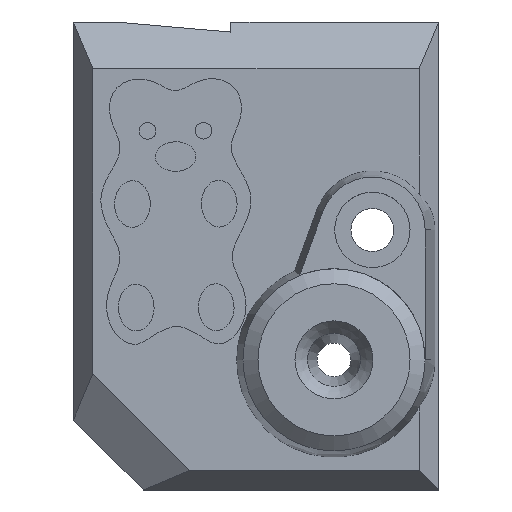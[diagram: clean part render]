
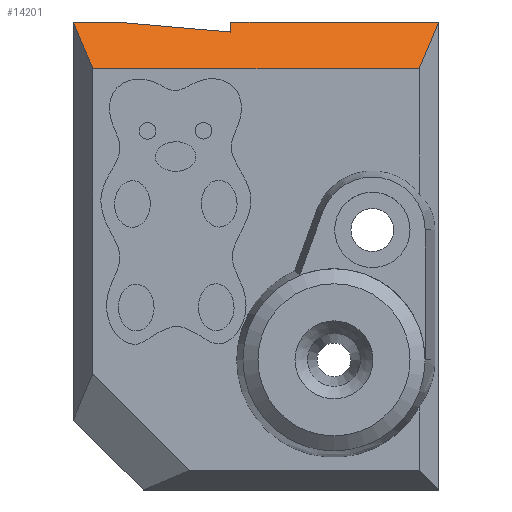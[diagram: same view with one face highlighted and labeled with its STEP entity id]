
A CAD part, top view. The second image highlights one B-rep face of the part: STEP entity #14201.
In plain terms, the highlighted planar face has unit normal (0, 0.521, 0.853).
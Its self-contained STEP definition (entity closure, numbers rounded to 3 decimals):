
#2380 = PLANE('',#2381);
#2381 = AXIS2_PLACEMENT_3D('',#2382,#2383,#2384);
#2382 = CARTESIAN_POINT('',(174.275,-4.,27.));
#2383 = DIRECTION('',(0.,0.,1.));
#2384 = DIRECTION('',(1.,0.,0.));
#11721 = PLANE('',#11722);
#11722 = AXIS2_PLACEMENT_3D('',#11723,#11724,#11725);
#11723 = CARTESIAN_POINT('',(187.575,5.,25.9));
#11724 = DIRECTION('',(0.826,0.,0.563)
  );
#11725 = DIRECTION('',(0.563,0.,
    -0.826));
#11856 = VERTEX_POINT('',#11857);
#11857 = CARTESIAN_POINT('',(186.825,10.4,27.));
#11878 = EDGE_CURVE('',#11879,#11856,#11881,.T.);
#11879 = VERTEX_POINT('',#11880);
#11880 = CARTESIAN_POINT('',(161.725,10.4,27.));
#11881 = SURFACE_CURVE('',#11882,(#11886,#11893),.PCURVE_S1.);
#11882 = LINE('',#11883,#11884);
#11883 = CARTESIAN_POINT('',(167.25,10.4,27.));
#11884 = VECTOR('',#11885,1.);
#11885 = DIRECTION('',(1.,0.,0.));
#11886 = PCURVE('',#2380,#11887);
#11887 = DEFINITIONAL_REPRESENTATION('',(#11888),#11892);
#11888 = LINE('',#11889,#11890);
#11889 = CARTESIAN_POINT('',(-7.025,14.4));
#11890 = VECTOR('',#11891,1.);
#11891 = DIRECTION('',(1.,0.));
#11892 = ( GEOMETRIC_REPRESENTATION_CONTEXT(2) 
PARAMETRIC_REPRESENTATION_CONTEXT() REPRESENTATION_CONTEXT('2D SPACE',''
  ) );
#11893 = PCURVE('',#11894,#11899);
#11894 = PLANE('',#11895);
#11895 = AXIS2_PLACEMENT_3D('',#11896,#11897,#11898);
#11896 = CARTESIAN_POINT('',(167.25,12.2,25.9));
#11897 = DIRECTION('',(0.,0.521,0.853
    ));
#11898 = DIRECTION('',(1.,0.,0.));
#11899 = DEFINITIONAL_REPRESENTATION('',(#11900),#11904);
#11900 = LINE('',#11901,#11902);
#11901 = CARTESIAN_POINT('',(0.,-2.11));
#11902 = VECTOR('',#11903,1.);
#11903 = DIRECTION('',(1.,0.));
#11904 = ( GEOMETRIC_REPRESENTATION_CONTEXT(2) 
PARAMETRIC_REPRESENTATION_CONTEXT() REPRESENTATION_CONTEXT('2D SPACE',''
  ) );
#11920 = PLANE('',#11921);
#11921 = AXIS2_PLACEMENT_3D('',#11922,#11923,#11924);
#11922 = CARTESIAN_POINT('',(160.975,-10.313,25.9));
#11923 = DIRECTION('',(-0.826,0.,0.563
    ));
#11924 = DIRECTION('',(0.563,0.,0.826)
  );
#13004 = PLANE('',#13005);
#13005 = AXIS2_PLACEMENT_3D('',#13006,#13007,#13008);
#13006 = CARTESIAN_POINT('',(163.473,14.,23.));
#13007 = DIRECTION('',(-0.087,-0.996,
    0.));
#13008 = DIRECTION('',(0.996,-0.087,
    0.));
#13032 = PLANE('',#13033);
#13033 = AXIS2_PLACEMENT_3D('',#13034,#13035,#13036);
#13034 = CARTESIAN_POINT('',(172.279,13.23,
    23.));
#13035 = DIRECTION('',(0.996,-0.087,
    0.));
#13036 = DIRECTION('',(0.087,0.996,
    0.));
#13060 = PLANE('',#13061);
#13061 = AXIS2_PLACEMENT_3D('',#13062,#13063,#13064);
#13062 = CARTESIAN_POINT('',(160.225,14.,27.));
#13063 = DIRECTION('',(0.,1.,0.));
#13064 = DIRECTION('',(1.,0.,0.));
#13200 = PLANE('',#13201);
#13201 = AXIS2_PLACEMENT_3D('',#13202,#13203,#13204);
#13202 = CARTESIAN_POINT('',(160.225,14.,27.));
#13203 = DIRECTION('',(0.,1.,0.));
#13204 = DIRECTION('',(1.,0.,0.));
#13599 = VERTEX_POINT('',#13600);
#13600 = CARTESIAN_POINT('',(163.473,14.,24.8));
#13621 = EDGE_CURVE('',#13622,#13599,#13624,.T.);
#13622 = VERTEX_POINT('',#13623);
#13623 = CARTESIAN_POINT('',(172.279,13.23,
    25.271));
#13624 = SURFACE_CURVE('',#13625,(#13629,#13636),.PCURVE_S1.);
#13625 = LINE('',#13626,#13627);
#13626 = CARTESIAN_POINT('',(165.401,13.831,
    24.903));
#13627 = VECTOR('',#13628,1.);
#13628 = DIRECTION('',(-0.995,0.087,
    -0.053));
#13629 = PCURVE('',#13004,#13630);
#13630 = DEFINITIONAL_REPRESENTATION('',(#13631),#13635);
#13631 = LINE('',#13632,#13633);
#13632 = CARTESIAN_POINT('',(1.935,1.903));
#13633 = VECTOR('',#13634,1.);
#13634 = DIRECTION('',(-0.999,-0.053));
#13635 = ( GEOMETRIC_REPRESENTATION_CONTEXT(2) 
PARAMETRIC_REPRESENTATION_CONTEXT() REPRESENTATION_CONTEXT('2D SPACE',''
  ) );
#13636 = PCURVE('',#11894,#13637);
#13637 = DEFINITIONAL_REPRESENTATION('',(#13638),#13642);
#13638 = LINE('',#13639,#13640);
#13639 = CARTESIAN_POINT('',(-1.849,1.912));
#13640 = VECTOR('',#13641,1.);
#13641 = DIRECTION('',(-0.995,0.102));
#13642 = ( GEOMETRIC_REPRESENTATION_CONTEXT(2) 
PARAMETRIC_REPRESENTATION_CONTEXT() REPRESENTATION_CONTEXT('2D SPACE',''
  ) );
#14058 = EDGE_CURVE('',#14059,#13622,#14061,.T.);
#14059 = VERTEX_POINT('',#14060);
#14060 = CARTESIAN_POINT('',(172.347,14.,24.8));
#14061 = SURFACE_CURVE('',#14062,(#14066,#14073),.PCURVE_S1.);
#14062 = LINE('',#14063,#14064);
#14063 = CARTESIAN_POINT('',(172.265,13.061,
    25.374));
#14064 = VECTOR('',#14065,1.);
#14065 = DIRECTION('',(-0.074,-0.851,0.52)
  );
#14066 = PCURVE('',#13032,#14067);
#14067 = DEFINITIONAL_REPRESENTATION('',(#14068),#14072);
#14068 = LINE('',#14069,#14070);
#14069 = CARTESIAN_POINT('',(-0.169,2.374));
#14070 = VECTOR('',#14071,1.);
#14071 = DIRECTION('',(-0.854,0.52));
#14072 = ( GEOMETRIC_REPRESENTATION_CONTEXT(2) 
PARAMETRIC_REPRESENTATION_CONTEXT() REPRESENTATION_CONTEXT('2D SPACE',''
  ) );
#14073 = PCURVE('',#11894,#14074);
#14074 = DEFINITIONAL_REPRESENTATION('',(#14075),#14079);
#14075 = LINE('',#14076,#14077);
#14076 = CARTESIAN_POINT('',(5.015,1.009));
#14077 = VECTOR('',#14078,1.);
#14078 = DIRECTION('',(-0.074,-0.997));
#14079 = ( GEOMETRIC_REPRESENTATION_CONTEXT(2) 
PARAMETRIC_REPRESENTATION_CONTEXT() REPRESENTATION_CONTEXT('2D SPACE',''
  ) );
#14110 = VERTEX_POINT('',#14111);
#14111 = CARTESIAN_POINT('',(160.225,14.,24.8));
#14132 = EDGE_CURVE('',#13599,#14110,#14133,.T.);
#14133 = SURFACE_CURVE('',#14134,(#14138,#14145),.PCURVE_S1.);
#14134 = LINE('',#14135,#14136);
#14135 = CARTESIAN_POINT('',(167.25,14.,24.8));
#14136 = VECTOR('',#14137,1.);
#14137 = DIRECTION('',(-1.,0.,0.));
#14138 = PCURVE('',#13200,#14139);
#14139 = DEFINITIONAL_REPRESENTATION('',(#14140),#14144);
#14140 = LINE('',#14141,#14142);
#14141 = CARTESIAN_POINT('',(7.025,2.2));
#14142 = VECTOR('',#14143,1.);
#14143 = DIRECTION('',(-1.,0.));
#14144 = ( GEOMETRIC_REPRESENTATION_CONTEXT(2) 
PARAMETRIC_REPRESENTATION_CONTEXT() REPRESENTATION_CONTEXT('2D SPACE',''
  ) );
#14145 = PCURVE('',#11894,#14146);
#14146 = DEFINITIONAL_REPRESENTATION('',(#14147),#14151);
#14147 = LINE('',#14148,#14149);
#14148 = CARTESIAN_POINT('',(0.,2.11));
#14149 = VECTOR('',#14150,1.);
#14150 = DIRECTION('',(-1.,0.));
#14151 = ( GEOMETRIC_REPRESENTATION_CONTEXT(2) 
PARAMETRIC_REPRESENTATION_CONTEXT() REPRESENTATION_CONTEXT('2D SPACE',''
  ) );
#14157 = EDGE_CURVE('',#14158,#14059,#14160,.T.);
#14158 = VERTEX_POINT('',#14159);
#14159 = CARTESIAN_POINT('',(188.325,14.,24.8));
#14160 = SURFACE_CURVE('',#14161,(#14165,#14172),.PCURVE_S1.);
#14161 = LINE('',#14162,#14163);
#14162 = CARTESIAN_POINT('',(167.25,14.,24.8));
#14163 = VECTOR('',#14164,1.);
#14164 = DIRECTION('',(-1.,0.,0.));
#14165 = PCURVE('',#13060,#14166);
#14166 = DEFINITIONAL_REPRESENTATION('',(#14167),#14171);
#14167 = LINE('',#14168,#14169);
#14168 = CARTESIAN_POINT('',(7.025,2.2));
#14169 = VECTOR('',#14170,1.);
#14170 = DIRECTION('',(-1.,0.));
#14171 = ( GEOMETRIC_REPRESENTATION_CONTEXT(2) 
PARAMETRIC_REPRESENTATION_CONTEXT() REPRESENTATION_CONTEXT('2D SPACE',''
  ) );
#14172 = PCURVE('',#11894,#14173);
#14173 = DEFINITIONAL_REPRESENTATION('',(#14174),#14178);
#14174 = LINE('',#14175,#14176);
#14175 = CARTESIAN_POINT('',(0.,2.11));
#14176 = VECTOR('',#14177,1.);
#14177 = DIRECTION('',(-1.,0.));
#14178 = ( GEOMETRIC_REPRESENTATION_CONTEXT(2) 
PARAMETRIC_REPRESENTATION_CONTEXT() REPRESENTATION_CONTEXT('2D SPACE',''
  ) );
#14201 = ADVANCED_FACE('',(#14202),#11894,.T.);
#14202 = FACE_BOUND('',#14203,.T.);
#14203 = EDGE_LOOP('',(#14204,#14205,#14206,#14207,#14228,#14229,#14250)
  );
#14204 = ORIENTED_EDGE('',*,*,#14058,.T.);
#14205 = ORIENTED_EDGE('',*,*,#13621,.T.);
#14206 = ORIENTED_EDGE('',*,*,#14132,.T.);
#14207 = ORIENTED_EDGE('',*,*,#14208,.T.);
#14208 = EDGE_CURVE('',#14110,#11879,#14209,.T.);
#14209 = SURFACE_CURVE('',#14210,(#14214,#14221),.PCURVE_S1.);
#14210 = LINE('',#14211,#14212);
#14211 = CARTESIAN_POINT('',(164.359,4.079,
    30.863));
#14212 = VECTOR('',#14213,1.);
#14213 = DIRECTION('',(0.335,-0.804,0.491));
#14214 = PCURVE('',#11894,#14215);
#14215 = DEFINITIONAL_REPRESENTATION('',(#14216),#14220);
#14216 = LINE('',#14217,#14218);
#14217 = CARTESIAN_POINT('',(-2.891,-9.517));
#14218 = VECTOR('',#14219,1.);
#14219 = DIRECTION('',(0.335,-0.942));
#14220 = ( GEOMETRIC_REPRESENTATION_CONTEXT(2) 
PARAMETRIC_REPRESENTATION_CONTEXT() REPRESENTATION_CONTEXT('2D SPACE',''
  ) );
#14221 = PCURVE('',#11920,#14222);
#14222 = DEFINITIONAL_REPRESENTATION('',(#14223),#14227);
#14223 = LINE('',#14224,#14225);
#14224 = CARTESIAN_POINT('',(6.007,14.392));
#14225 = VECTOR('',#14226,1.);
#14226 = DIRECTION('',(0.595,-0.804));
#14227 = ( GEOMETRIC_REPRESENTATION_CONTEXT(2) 
PARAMETRIC_REPRESENTATION_CONTEXT() REPRESENTATION_CONTEXT('2D SPACE',''
  ) );
#14228 = ORIENTED_EDGE('',*,*,#11878,.T.);
#14229 = ORIENTED_EDGE('',*,*,#14230,.T.);
#14230 = EDGE_CURVE('',#11856,#14158,#14231,.T.);
#14231 = SURFACE_CURVE('',#14232,(#14236,#14243),.PCURVE_S1.);
#14232 = LINE('',#14233,#14234);
#14233 = CARTESIAN_POINT('',(185.465,7.136,
    28.995));
#14234 = VECTOR('',#14235,1.);
#14235 = DIRECTION('',(0.335,0.804,-0.491));
#14236 = PCURVE('',#11894,#14237);
#14237 = DEFINITIONAL_REPRESENTATION('',(#14238),#14242);
#14238 = LINE('',#14239,#14240);
#14239 = CARTESIAN_POINT('',(18.215,-5.935));
#14240 = VECTOR('',#14241,1.);
#14241 = DIRECTION('',(0.335,0.942));
#14242 = ( GEOMETRIC_REPRESENTATION_CONTEXT(2) 
PARAMETRIC_REPRESENTATION_CONTEXT() REPRESENTATION_CONTEXT('2D SPACE',''
  ) );
#14243 = PCURVE('',#11721,#14244);
#14244 = DEFINITIONAL_REPRESENTATION('',(#14245),#14249);
#14245 = LINE('',#14246,#14247);
#14246 = CARTESIAN_POINT('',(-3.746,2.136));
#14247 = VECTOR('',#14248,1.);
#14248 = DIRECTION('',(0.595,0.804));
#14249 = ( GEOMETRIC_REPRESENTATION_CONTEXT(2) 
PARAMETRIC_REPRESENTATION_CONTEXT() REPRESENTATION_CONTEXT('2D SPACE',''
  ) );
#14250 = ORIENTED_EDGE('',*,*,#14157,.T.);
